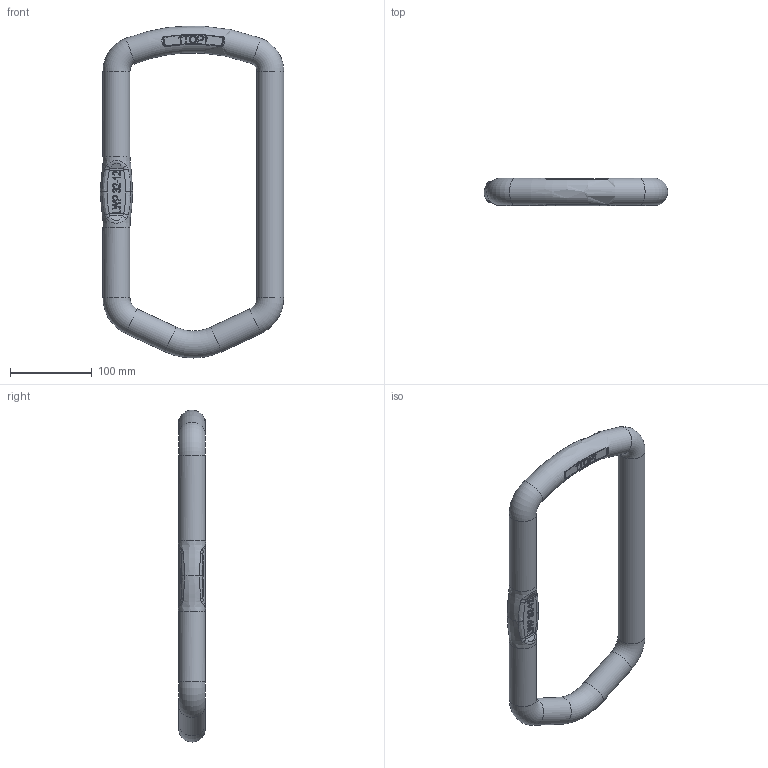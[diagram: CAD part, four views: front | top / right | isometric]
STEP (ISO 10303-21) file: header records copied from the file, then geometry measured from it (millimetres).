
FILE_DESCRIPTION(/* description */ (''),/* implementation_level */ '2;1');
FILE_NAME(/* name */ 'VLWP 2-16.stp',/* time_stamp */ '2022-05-13T10:07:38+02:00',/* author */ (''),/* organization */ (''),/* preprocessor_version */ 'ST-DEVELOPER v16',/* originating_system */ 'SIEMENS PLM Software NX 11.0',/* authorisation */ '');
FILE_SCHEMA (('AUTOMOTIVE_DESIGN { 1 0 10303 214 3 1 1 1 }'));
Length unit declared in the file: millimetre
Products named in the file (2): LWP 32 dummy; VLWP 2-16
Assembly tree (1 placements, depth 2):
  VLWP 2-16
    LWP 32 dummy
Bounding box: 224.28 x 33.18 x 405.87 mm (x, y, z)
Volume: 865396.3 mm3; surface area: 105556.3 mm2
Topology: 1 solids, 1 shells, 267 faces, 682 edges, 439 vertices
Faces by surface type: plane 138, extrusion 72, bspline 34, cylinder 13, torus 10
Full cylindrical faces by diameter (mm): 33 x5
Entity records: 10820 total; most frequent: CARTESIAN_POINT 5133, ORIENTED_EDGE 1332, DIRECTION 790, EDGE_CURVE 666, VERTEX_POINT 436, B_SPLINE_CURVE_WITH_KNOTS 400, VECTOR 356, EDGE_LOOP 304
